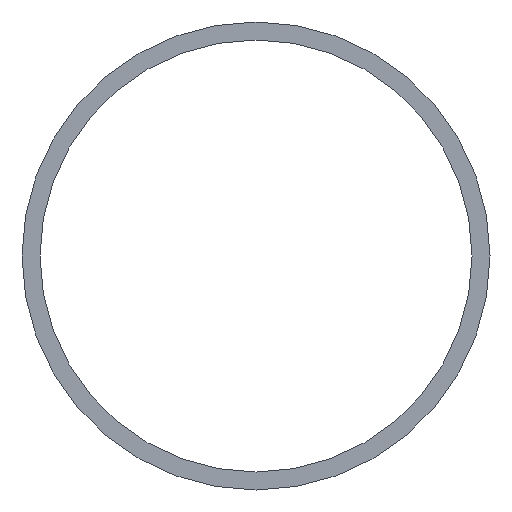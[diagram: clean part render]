
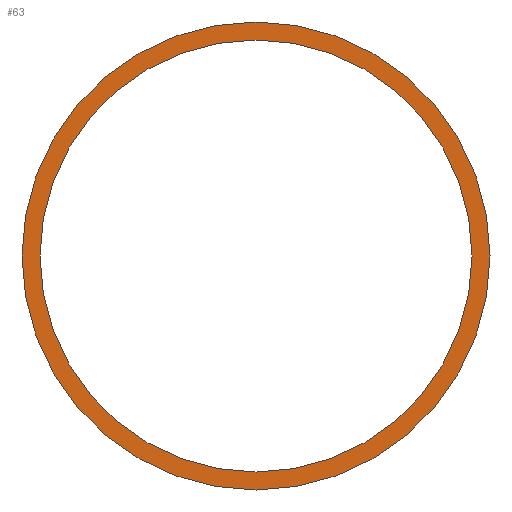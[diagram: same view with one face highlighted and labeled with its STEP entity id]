
A CAD part, front view. The second image highlights one B-rep face of the part: STEP entity #63.
In plain terms, the highlighted planar face has unit normal (0, -1, 0).
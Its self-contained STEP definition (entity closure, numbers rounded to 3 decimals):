
#5 = FACE_OUTER_BOUND ( 'NONE', #54, .T. ) ;
#9 = VERTEX_POINT ( 'NONE', #50 ) ;
#13 = ORIENTED_EDGE ( 'NONE', *, *, #68, .T. ) ;
#15 = DIRECTION ( 'NONE',  ( 0., 1., 0. ) ) ;
#19 = AXIS2_PLACEMENT_3D ( 'NONE', #101, #83, #119 ) ;
#28 = CARTESIAN_POINT ( 'NONE',  ( 0., -3., 0. ) ) ;
#30 = CIRCLE ( 'NONE', #19, 30. ) ;
#33 = VERTEX_POINT ( 'NONE', #60 ) ;
#35 = DIRECTION ( 'NONE',  ( 0., 1., 0. ) ) ;
#50 = CARTESIAN_POINT ( 'NONE',  ( 0., -3., 30. ) ) ;
#54 = EDGE_LOOP ( 'NONE', ( #104 ) ) ;
#56 = AXIS2_PLACEMENT_3D ( 'NONE', #71, #15, #80 ) ;
#58 = DIRECTION ( 'NONE',  ( 0., 0., 1. ) ) ;
#60 = CARTESIAN_POINT ( 'NONE',  ( 0., -3., 32.5 ) ) ;
#63 = ADVANCED_FACE ( 'NONE', ( #5, #115 ), #84, .F. ) ;
#67 = EDGE_LOOP ( 'NONE', ( #13 ) ) ;
#68 = EDGE_CURVE ( 'NONE', #9, #9, #30, .T. ) ;
#71 = CARTESIAN_POINT ( 'NONE',  ( 0., -3., 0. ) ) ;
#74 = EDGE_CURVE ( 'NONE', #33, #33, #103, .T. ) ;
#75 = AXIS2_PLACEMENT_3D ( 'NONE', #28, #35, #58 ) ;
#80 = DIRECTION ( 'NONE',  ( 0., 0., 1. ) ) ;
#83 = DIRECTION ( 'NONE',  ( 0., 1., 0. ) ) ;
#84 = PLANE ( 'NONE',  #56 ) ;
#101 = CARTESIAN_POINT ( 'NONE',  ( 0., -3., 0. ) ) ;
#103 = CIRCLE ( 'NONE', #75, 32.5 ) ;
#104 = ORIENTED_EDGE ( 'NONE', *, *, #74, .F. ) ;
#115 = FACE_BOUND ( 'NONE', #67, .T. ) ;
#119 = DIRECTION ( 'NONE',  ( 0., 0., 1. ) ) ;
